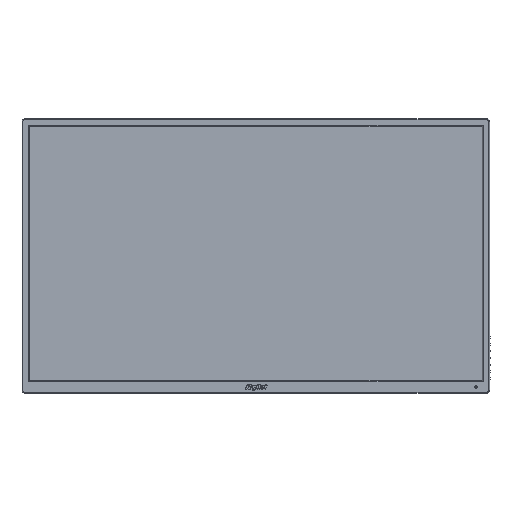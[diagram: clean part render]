
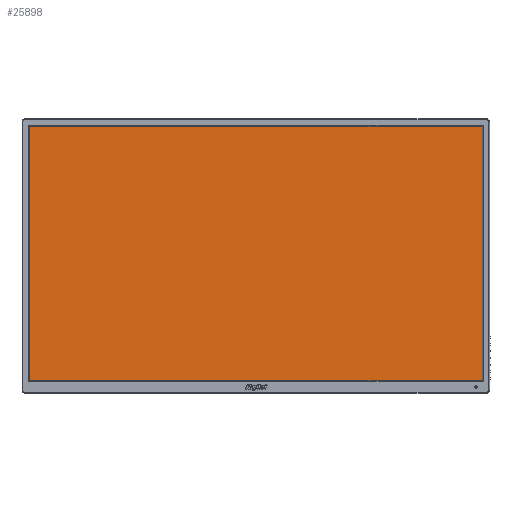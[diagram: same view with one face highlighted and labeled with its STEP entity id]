
A CAD part, front view. The second image highlights one B-rep face of the part: STEP entity #25898.
In plain terms, the highlighted planar face has unit normal (0, -1, 0).
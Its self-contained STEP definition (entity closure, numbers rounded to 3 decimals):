
#2705=FACE_OUTER_BOUND('',#4305,.T.);
#4305=EDGE_LOOP('',(#17434,#17435,#17436,#17437));
#6161=LINE('',#37722,#8570);
#6165=LINE('',#37730,#8574);
#6168=LINE('',#37736,#8577);
#6171=LINE('',#37741,#8580);
#8570=VECTOR('',#30147,10.);
#8574=VECTOR('',#30153,10.);
#8577=VECTOR('',#30158,10.);
#8580=VECTOR('',#30163,10.);
#10979=VERTEX_POINT('',#37720);
#10980=VERTEX_POINT('',#37721);
#10983=VERTEX_POINT('',#37729);
#10985=VERTEX_POINT('',#37735);
#13550=EDGE_CURVE('',#10979,#10980,#6161,.T.);
#13554=EDGE_CURVE('',#10983,#10979,#6165,.T.);
#13557=EDGE_CURVE('',#10985,#10983,#6168,.T.);
#13560=EDGE_CURVE('',#10980,#10985,#6171,.T.);
#17434=ORIENTED_EDGE('',*,*,#13560,.F.);
#17435=ORIENTED_EDGE('',*,*,#13550,.F.);
#17436=ORIENTED_EDGE('',*,*,#13554,.F.);
#17437=ORIENTED_EDGE('',*,*,#13557,.F.);
#25147=PLANE('',#27566);
#25898=ADVANCED_FACE('',(#2705),#25147,.F.);
#27566=AXIS2_PLACEMENT_3D('',#37744,#30167,#30168);
#30147=DIRECTION('',(0.,0.,-1.));
#30153=DIRECTION('',(1.,0.,0.));
#30158=DIRECTION('',(0.,0.,1.));
#30163=DIRECTION('',(-1.,0.,0.));
#30167=DIRECTION('center_axis',(0.,1.,0.));
#30168=DIRECTION('ref_axis',(0.,0.,1.));
#37720=CARTESIAN_POINT('',(464.898,0.,261.505));
#37721=CARTESIAN_POINT('',(464.898,0.,-261.505));
#37722=CARTESIAN_POINT('',(464.898,0.,261.505));
#37729=CARTESIAN_POINT('',(-464.898,0.,261.505));
#37730=CARTESIAN_POINT('',(-464.898,0.,261.505));
#37735=CARTESIAN_POINT('',(-464.898,0.,-261.505));
#37736=CARTESIAN_POINT('',(-464.898,0.,-261.505));
#37741=CARTESIAN_POINT('',(464.898,0.,-261.505));
#37744=CARTESIAN_POINT('Origin',(0.,0.,0.));
